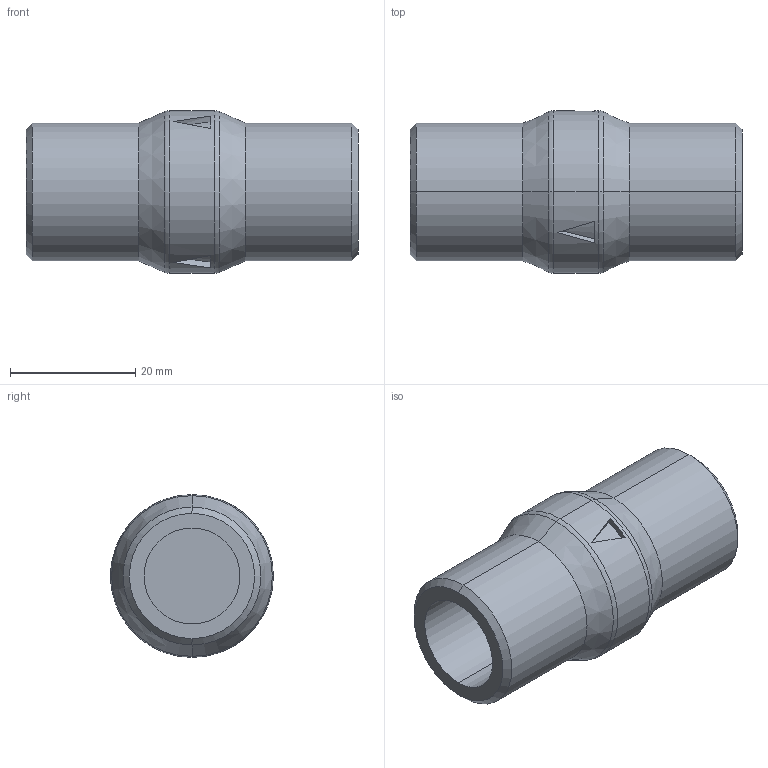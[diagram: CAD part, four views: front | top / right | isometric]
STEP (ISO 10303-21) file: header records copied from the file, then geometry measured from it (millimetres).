
FILE_DESCRIPTION (( 'STEP AP214' ), '1' );
FILE_NAME ('OWV Assembly.STEP', '2020-03-25T06:09:42', ( '' ), ( '' ), 'SwSTEP 2.0', 'SolidWorks 2020', '' );
FILE_SCHEMA (( 'AUTOMOTIVE_DESIGN' ));
Length unit declared in the file: millimetre
Products named in the file (3): OWV; Umbrella Silicone; OWV Assembly
Assembly tree (2 placements, depth 2):
  OWV Assembly
    OWV
    Umbrella Silicone
Bounding box: 53 x 26 x 26 mm (x, y, z)
Volume: 11846.5 mm3; surface area: 8236.5 mm2
Topology: 2 solids, 2 shells, 89 faces, 210 edges, 126 vertices
Faces by surface type: cylinder 33, torus 17, cone 16, bspline 15, plane 8
Entity records: 3239 total; most frequent: CARTESIAN_POINT 1141, ORIENTED_EDGE 420, DIRECTION 418, EDGE_CURVE 210, AXIS2_PLACEMENT_3D 186, VERTEX_POINT 126, CIRCLE 107, EDGE_LOOP 104
